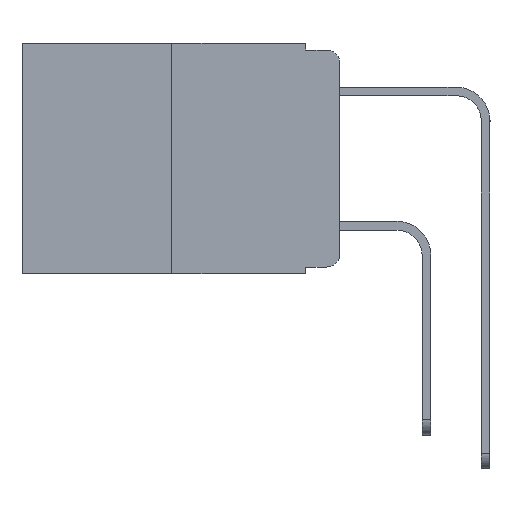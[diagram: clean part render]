
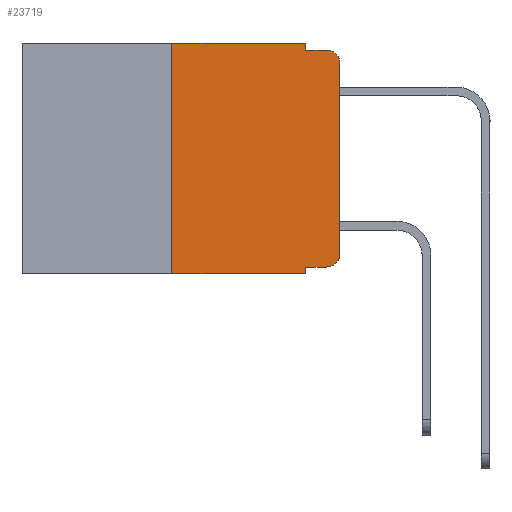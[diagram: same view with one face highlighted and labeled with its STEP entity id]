
A CAD part, left-side view. The second image highlights one B-rep face of the part: STEP entity #23719.
In plain terms, the highlighted planar face has unit normal (-1, 0, 0).
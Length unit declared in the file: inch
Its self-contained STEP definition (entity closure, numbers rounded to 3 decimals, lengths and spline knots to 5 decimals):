
#68 = CARTESIAN_POINT ( 'NONE',  ( 0., 0.473, 0. ) ) ;
#392 = VECTOR ( 'NONE', #20312, 39.37008 ) ;
#482 = ORIENTED_EDGE ( 'NONE', *, *, #22111, .T. ) ;
#620 = DIRECTION ( 'NONE',  ( -1., 0., 0. ) ) ;
#901 = CARTESIAN_POINT ( 'NONE',  ( 0., 0.473, 0. ) ) ;
#983 = DIRECTION ( 'NONE',  ( 0., 0., -1. ) ) ;
#1159 = VECTOR ( 'NONE', #23154, 39.37008 ) ;
#1519 = VERTEX_POINT ( 'NONE', #6837 ) ;
#2941 = CARTESIAN_POINT ( 'NONE',  ( 0., 0.473, -0.343 ) ) ;
#3110 = CARTESIAN_POINT ( 'NONE',  ( 0., 0., 0. ) ) ;
#3578 = CARTESIAN_POINT ( 'NONE',  ( 0., 0.051, 0. ) ) ;
#3617 = VECTOR ( 'NONE', #21112, 39.37008 ) ;
#3866 = VECTOR ( 'NONE', #7605, 39.37008 ) ;
#4435 = LINE ( 'NONE', #16255, #23229 ) ;
#5019 = VERTEX_POINT ( 'NONE', #3578 ) ;
#5148 = EDGE_CURVE ( 'NONE', #23477, #17060, #10532, .T. ) ;
#5483 = LINE ( 'NONE', #2941, #14779 ) ;
#6027 = EDGE_CURVE ( 'NONE', #23477, #22084, #5483, .T. ) ;
#6112 = VERTEX_POINT ( 'NONE', #8825 ) ;
#6180 = CARTESIAN_POINT ( 'NONE',  ( 0., 0.02, -0.03 ) ) ;
#6837 = CARTESIAN_POINT ( 'NONE',  ( 0., 0.051, -0.01 ) ) ;
#7605 = DIRECTION ( 'NONE',  ( 0., 0., -1. ) ) ;
#7711 = VECTOR ( 'NONE', #18662, 39.37008 ) ;
#8096 = DIRECTION ( 'NONE',  ( 0., 0., -1. ) ) ;
#8702 = VERTEX_POINT ( 'NONE', #8793 ) ;
#8793 = CARTESIAN_POINT ( 'NONE',  ( 0., 0.051, -0.333 ) ) ;
#8825 = CARTESIAN_POINT ( 'NONE',  ( 0., 0., -0.313 ) ) ;
#8887 = LINE ( 'NONE', #23791, #3866 ) ;
#9514 = CARTESIAN_POINT ( 'NONE',  ( 0., 0.25, -0.343 ) ) ;
#9759 = EDGE_LOOP ( 'NONE', ( #18477, #23193, #14320, #11763, #17669, #13784, #23776, #10042, #482, #11211 ) ) ;
#9970 = AXIS2_PLACEMENT_3D ( 'NONE', #901, #12330, #983 ) ;
#10042 = ORIENTED_EDGE ( 'NONE', *, *, #23410, .F. ) ;
#10380 = VERTEX_POINT ( 'NONE', #20513 ) ;
#10384 = CARTESIAN_POINT ( 'NONE',  ( 0., 0.051, -0.01 ) ) ;
#10532 = LINE ( 'NONE', #11403, #392 ) ;
#10575 = CIRCLE ( 'NONE', #19265, 0.02 ) ;
#10778 = LINE ( 'NONE', #21665, #20326 ) ;
#10943 = DIRECTION ( 'NONE',  ( 0., -1., 0. ) ) ;
#11211 = ORIENTED_EDGE ( 'NONE', *, *, #21007, .T. ) ;
#11276 = LINE ( 'NONE', #3110, #1159 ) ;
#11403 = CARTESIAN_POINT ( 'NONE',  ( 0., 0.25, 0. ) ) ;
#11763 = ORIENTED_EDGE ( 'NONE', *, *, #23089, .F. ) ;
#11988 = CARTESIAN_POINT ( 'NONE',  ( 0., 0.02, -0.313 ) ) ;
#12330 = DIRECTION ( 'NONE',  ( 1., 0., 0. ) ) ;
#12347 = VERTEX_POINT ( 'NONE', #15794 ) ;
#12357 = EDGE_CURVE ( 'NONE', #1519, #10380, #18860, .T. ) ;
#12681 = LINE ( 'NONE', #68, #7711 ) ;
#12967 = FACE_OUTER_BOUND ( 'NONE', #9759, .T. ) ;
#13784 = ORIENTED_EDGE ( 'NONE', *, *, #5148, .F. ) ;
#13831 = DIRECTION ( 'NONE',  ( 0., 0., -1. ) ) ;
#14161 = DIRECTION ( 'NONE',  ( 0., -1., 0. ) ) ;
#14320 = ORIENTED_EDGE ( 'NONE', *, *, #12357, .F. ) ;
#14630 = CARTESIAN_POINT ( 'NONE',  ( 0., 0.02, -0.333 ) ) ;
#14779 = VECTOR ( 'NONE', #14161, 39.37008 ) ;
#15657 = VERTEX_POINT ( 'NONE', #14630 ) ;
#15764 = CIRCLE ( 'NONE', #17696, 0.02 ) ;
#15794 = CARTESIAN_POINT ( 'NONE',  ( 0., 0., -0.03 ) ) ;
#16255 = CARTESIAN_POINT ( 'NONE',  ( 0., 0.051, 0. ) ) ;
#17060 = VERTEX_POINT ( 'NONE', #19362 ) ;
#17669 = ORIENTED_EDGE ( 'NONE', *, *, #23471, .F. ) ;
#17696 = AXIS2_PLACEMENT_3D ( 'NONE', #6180, #18969, #8096 ) ;
#18038 = DIRECTION ( 'NONE',  ( 0., 0., -1. ) ) ;
#18477 = ORIENTED_EDGE ( 'NONE', *, *, #18779, .T. ) ;
#18662 = DIRECTION ( 'NONE',  ( 0., -1., 0. ) ) ;
#18779 = EDGE_CURVE ( 'NONE', #6112, #12347, #11276, .T. ) ;
#18860 = LINE ( 'NONE', #10384, #3617 ) ;
#18969 = DIRECTION ( 'NONE',  ( -1., 0., 0. ) ) ;
#19265 = AXIS2_PLACEMENT_3D ( 'NONE', #11988, #620, #13831 ) ;
#19362 = CARTESIAN_POINT ( 'NONE',  ( 0., 0.25, 0. ) ) ;
#19423 = PLANE ( 'NONE',  #9970 ) ;
#20312 = DIRECTION ( 'NONE',  ( 0., 0., 1. ) ) ;
#20326 = VECTOR ( 'NONE', #10943, 39.37008 ) ;
#20513 = CARTESIAN_POINT ( 'NONE',  ( 0., 0.02, -0.01 ) ) ;
#21007 = EDGE_CURVE ( 'NONE', #15657, #6112, #10575, .T. ) ;
#21112 = DIRECTION ( 'NONE',  ( 0., -1., 0. ) ) ;
#21586 = CARTESIAN_POINT ( 'NONE',  ( 0., 0.051, -0.343 ) ) ;
#21665 = CARTESIAN_POINT ( 'NONE',  ( 0., 0.051, -0.333 ) ) ;
#22084 = VERTEX_POINT ( 'NONE', #21586 ) ;
#22111 = EDGE_CURVE ( 'NONE', #8702, #15657, #10778, .T. ) ;
#23089 = EDGE_CURVE ( 'NONE', #5019, #1519, #4435, .T. ) ;
#23154 = DIRECTION ( 'NONE',  ( 0., 0., 1. ) ) ;
#23193 = ORIENTED_EDGE ( 'NONE', *, *, #23553, .T. ) ;
#23229 = VECTOR ( 'NONE', #18038, 39.37008 ) ;
#23410 = EDGE_CURVE ( 'NONE', #8702, #22084, #8887, .T. ) ;
#23471 = EDGE_CURVE ( 'NONE', #17060, #5019, #12681, .T. ) ;
#23477 = VERTEX_POINT ( 'NONE', #9514 ) ;
#23553 = EDGE_CURVE ( 'NONE', #12347, #10380, #15764, .T. ) ;
#23719 = ADVANCED_FACE ( 'NONE', ( #12967 ), #19423, .F. ) ;
#23776 = ORIENTED_EDGE ( 'NONE', *, *, #6027, .T. ) ;
#23791 = CARTESIAN_POINT ( 'NONE',  ( 0., 0.051, 0. ) ) ;
